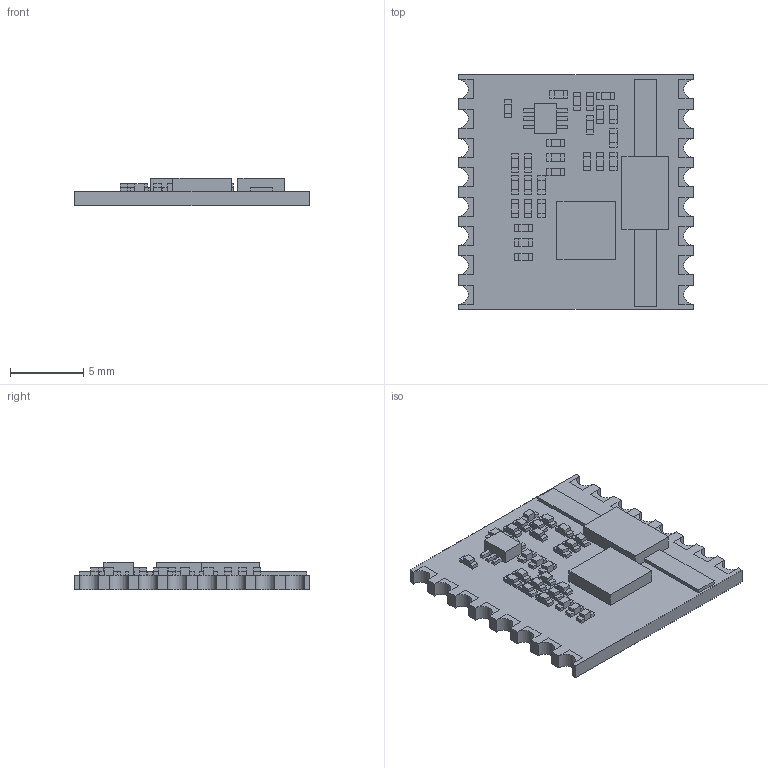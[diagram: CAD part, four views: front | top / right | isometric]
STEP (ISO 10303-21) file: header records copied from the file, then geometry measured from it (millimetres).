
FILE_DESCRIPTION(/* description */ (''),/* implementation_level */ '2;1');
FILE_NAME(/* name */ 'RFM22B Model - SketchTopPlanePCBElements v5.step',/* time_stamp */ '2024-04-05T11:11:40-07:00',/* author */ (''),/* organization */ (''),/* preprocessor_version */ 'ST-DEVELOPER v20',/* originating_system */ 'Autodesk Translation Framework v12.20.1.177',/* authorisation */ '');
FILE_SCHEMA (('AUTOMOTIVE_DESIGN { 1 0 10303 214 3 1 1 }'));
Length unit declared in the file: millimetre
Products named in the file (1): RFM22B Model - SketchTopPlanePCBElements
Bounding box: 16 x 16 x 1.9 mm (x, y, z)
Volume: 287.2 mm3; surface area: 904.1 mm2
Topology: 106 solids, 106 shells, 700 faces, 1464 edges, 976 vertices
Faces by surface type: plane 684, cylinder 16
Entity records: 18216 total; most frequent: CARTESIAN_POINT 3141, ORIENTED_EDGE 2928, DIRECTION 2898, EDGE_CURVE 1464, LINE 1432, VECTOR 1432, VERTEX_POINT 976, AXIS2_PLACEMENT_3D 733
